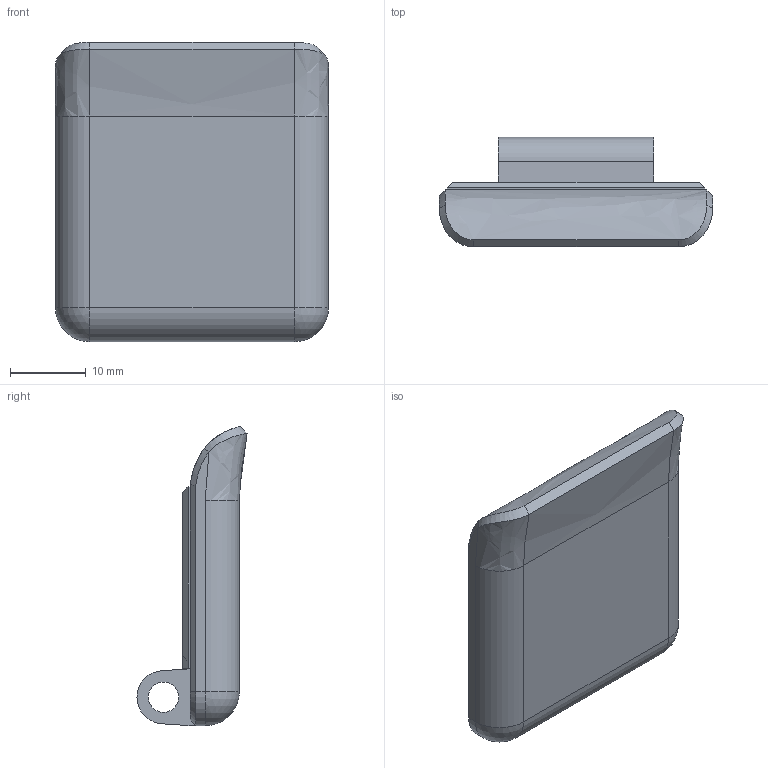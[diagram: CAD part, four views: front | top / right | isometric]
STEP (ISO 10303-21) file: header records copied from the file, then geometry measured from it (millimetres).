
FILE_DESCRIPTION(/* description */ (''),/* implementation_level */ '2;1');
FILE_NAME(/* name */ 'Logitech c270c v1.step',/* time_stamp */ '2021-12-02T17:35:40-05:00',/* author */ (''),/* organization */ (''),/* preprocessor_version */ 'ST-DEVELOPER v18.1',/* originating_system */ 'Autodesk Translation Framework v10.10.0.1391',/* authorisation */ '');
FILE_SCHEMA (('AUTOMOTIVE_DESIGN { 1 0 10303 214 3 1 1 }'));
Length unit declared in the file: millimetre
Products named in the file (1): Logitech c270c
Bounding box: 36 x 14.52 x 39.47 mm (x, y, z)
Volume: 9743 mm3; surface area: 3991.6 mm2
Topology: 1 solids, 1 shells, 49 faces, 115 edges, 66 vertices
Faces by surface type: plane 30, bspline 8, cylinder 7, sphere 2, cone 2
Full cylindrical faces by diameter (mm): 4 x1
Entity records: 2344 total; most frequent: CARTESIAN_POINT 1245, ORIENTED_EDGE 226, DIRECTION 203, EDGE_CURVE 113, LINE 83, VECTOR 83, VERTEX_POINT 66, AXIS2_PLACEMENT_3D 60
